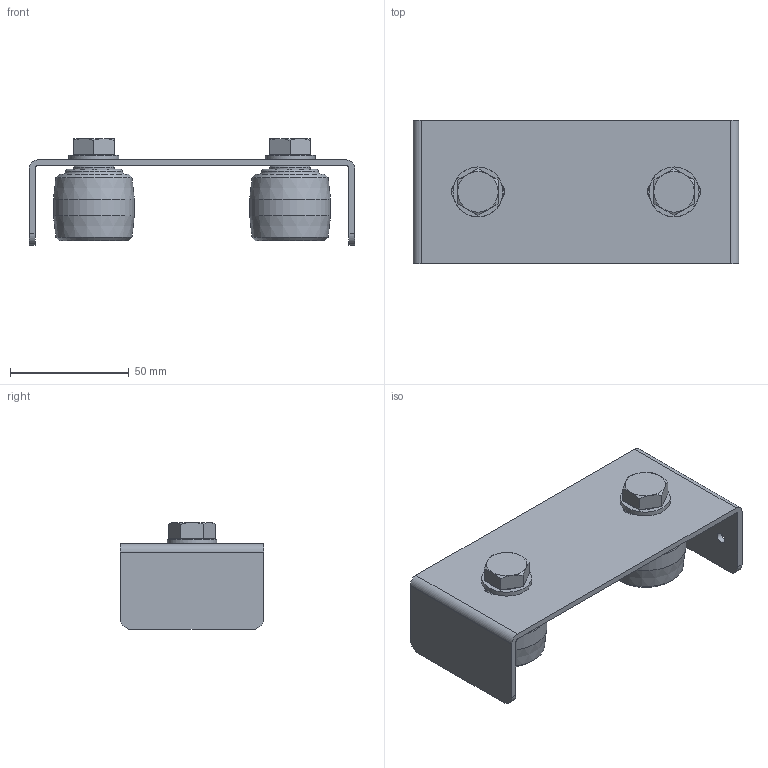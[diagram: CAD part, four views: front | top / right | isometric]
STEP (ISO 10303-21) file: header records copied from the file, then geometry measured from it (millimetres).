
FILE_DESCRIPTION( ( 'Unknown' ), '1' );
FILE_NAME( 'FAC_VA3201.N34.stp', 'Unknown', ( 'Unknown' ), ( 'Unknown' ), 'PSStep 17.0.49', 'Unknown', ' ' );
FILE_SCHEMA( ( 'AUTOMOTIVE_DESIGN { 1 0 10303 214 1 1 1 1 }' ) );
Length unit declared in the file: millimetre
Products named in the file (1): 210 G04_02
Bounding box: 137 x 60.5 x 45 mm (x, y, z)
Volume: 82927 mm3; surface area: 43660.7 mm2
Topology: 1 solids, 3 shells, 198 faces, 503 edges, 319 vertices
Faces by surface type: plane 120, cone 34, cylinder 34, torus 6, extrusion 4
Full cylindrical faces by diameter (mm): 4.5 x2, 8.376 x4, 10 x2, 10.5 x2, 16.9 x2, 17.5 x2, 21 x4, 22 x2, 34 x2
Entity records: 7350 total; most frequent: CARTESIAN_POINT 1195, DIRECTION 936, ORIENTED_EDGE 880, EDGE_CURVE 440, AXIS2_PLACEMENT_3D 337, VERTEX_POINT 304, EDGE_LOOP 272, VECTOR 262
